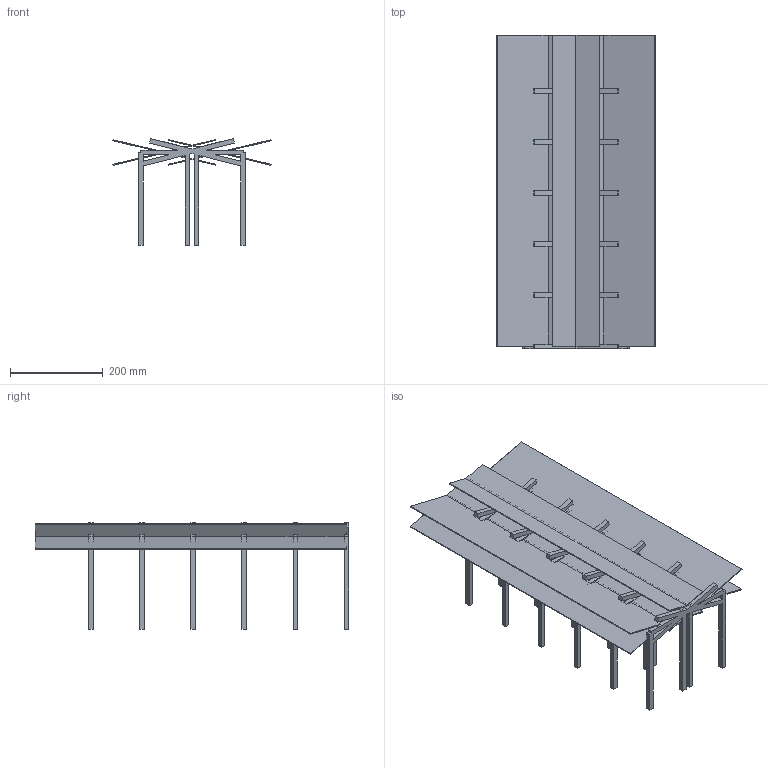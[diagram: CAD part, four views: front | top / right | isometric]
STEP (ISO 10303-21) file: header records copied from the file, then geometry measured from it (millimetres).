
FILE_DESCRIPTION(('Open CASCADE Model'),'2;1');
FILE_NAME('Open CASCADE Shape Model','2024-05-25T17:15:01',('Author'),( 'Open CASCADE'),'Open CASCADE STEP processor 7.7','Open CASCADE 7.7' ,'Unknown');
FILE_SCHEMA(('AUTOMOTIVE_DESIGN { 1 0 10303 214 1 1 1 1 }'));
Length unit declared in the file: millimetre
Products named in the file (1): Open CASCADE STEP translator 7.7 51
Bounding box: 340.42 x 675 x 229.85 mm (x, y, z)
Volume: 1947479.6 mm3; surface area: 1443994.8 mm2
Topology: 1 solids, 1 shells, 515 faces, 1692 edges, 1128 vertices
Faces by surface type: plane 515
Entity records: 39492 total; most frequent: CARTESIAN_POINT 7628, DIRECTION 5200, LINE 4168, VECTOR 4168, ORIENTED_EDGE 3384, PCURVE 3384, DEFINITIONAL_REPRESENTATION 3384, EDGE_CURVE 1692
